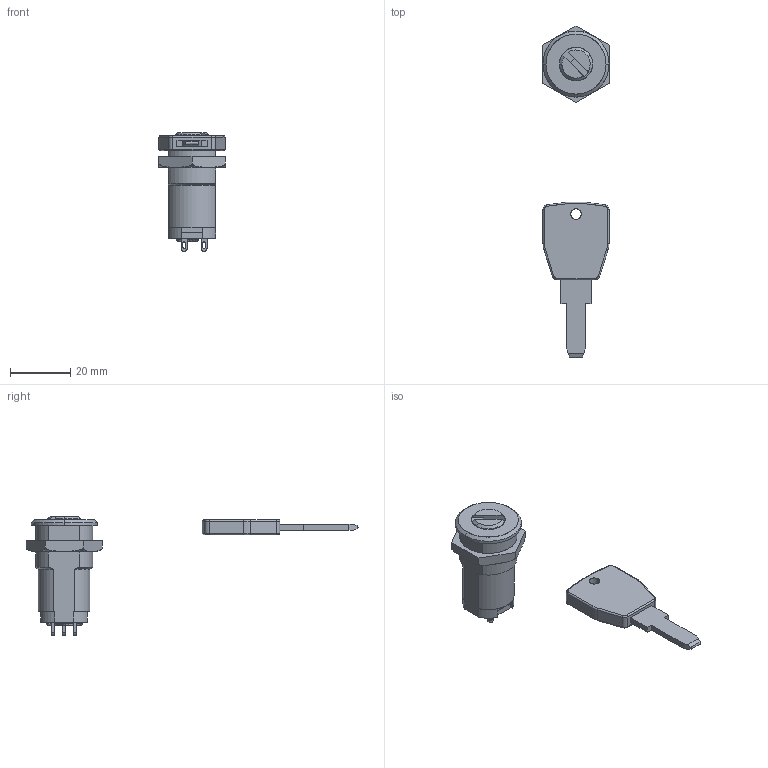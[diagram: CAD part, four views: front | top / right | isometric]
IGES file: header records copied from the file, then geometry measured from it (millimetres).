
Start section: SolidWorks IGES file using analytic representation for surfaces
Global section: file name: S-289-90-E-1.IGS; native system: SolidWorks 2011; preprocessor: SolidWorks 2011; author: nhaneda; date: 110706.155100; units: millimetre
Bounding box: 22 x 110.65 x 39.6 mm (x, y, z)
Surface area: 6170.5 mm2 (no closed solid volume)
Topology: 0 solids, 0 shells, 178 faces, 1781 edges, 1778 vertices
Faces by surface type: bspline 101, revolution 77
